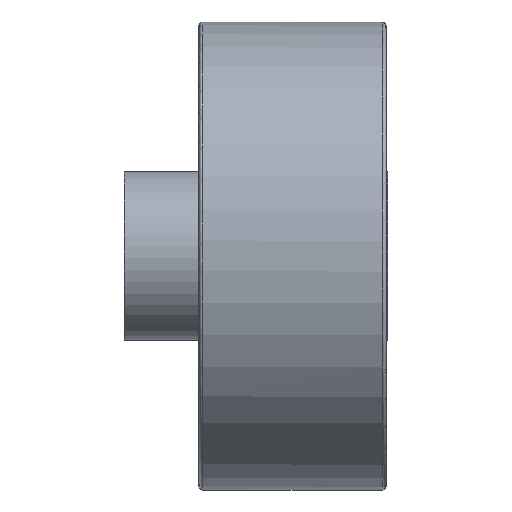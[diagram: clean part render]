
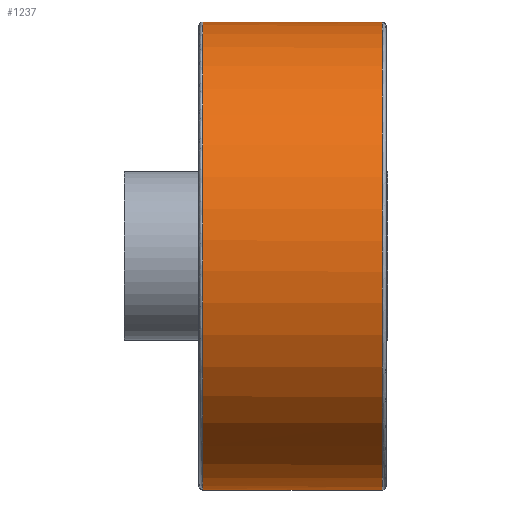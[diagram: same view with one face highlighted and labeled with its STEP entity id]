
A CAD part, left-side view. The second image highlights one B-rep face of the part: STEP entity #1237.
In plain terms, the highlighted free-form (B-spline) face has degree [2, 1] with [5, 2] control points.
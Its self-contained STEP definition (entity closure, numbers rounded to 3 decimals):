
#274 = VERTEX_POINT('',#275);
#275 = CARTESIAN_POINT('',(0.,0.576,-35.975));
#282 = VERTEX_POINT('',#283);
#283 = CARTESIAN_POINT('',(0.,0.576,
    35.975));
#317 = VERTEX_POINT('',#318);
#318 = CARTESIAN_POINT('',(0.,28.205,-35.975));
#319 = VERTEX_POINT('',#320);
#320 = CARTESIAN_POINT('',(0.,28.205,
    35.975));
#1216 = EDGE_CURVE('',#319,#282,#1217,.T.);
#1217 = B_SPLINE_CURVE_WITH_KNOTS('',1,(#1218,#1219),.UNSPECIFIED.,.F.,
  .F.,(2,2),(0.508,24.892),.PIECEWISE_BEZIER_KNOTS.);
#1218 = CARTESIAN_POINT('',(0.,28.205,
    35.975));
#1219 = CARTESIAN_POINT('',(0.,0.576,
    35.975));
#1222 = EDGE_CURVE('',#317,#274,#1223,.T.);
#1223 = B_SPLINE_CURVE_WITH_KNOTS('',1,(#1224,#1225),.UNSPECIFIED.,.F.,
  .F.,(2,2),(0.508,24.892),.PIECEWISE_BEZIER_KNOTS.);
#1224 = CARTESIAN_POINT('',(0.,28.205,-35.975));
#1225 = CARTESIAN_POINT('',(0.,0.576,-35.975));
#1237 = ADVANCED_FACE('',(#1238),#1258,.T.);
#1238 = FACE_BOUND('',#1239,.T.);
#1239 = EDGE_LOOP('',(#1240,#1241,#1249,#1250));
#1240 = ORIENTED_EDGE('',*,*,#1216,.F.);
#1241 = ORIENTED_EDGE('',*,*,#1242,.T.);
#1242 = EDGE_CURVE('',#319,#317,#1243,.T.);
#1243 = ( BOUNDED_CURVE() B_SPLINE_CURVE(2,(#1244,#1245,#1246,#1247,
#1248),.UNSPECIFIED.,.F.,.F.) B_SPLINE_CURVE_WITH_KNOTS((3,2,3),(0.,
1.571,3.142),.PIECEWISE_BEZIER_KNOTS.) CURVE() 
GEOMETRIC_REPRESENTATION_ITEM() RATIONAL_B_SPLINE_CURVE((1.,
0.707,1.,0.707,1.)) REPRESENTATION_ITEM('') );
#1244 = CARTESIAN_POINT('',(0.,28.205,35.975));
#1245 = CARTESIAN_POINT('',(-35.975,28.205,
    35.975));
#1246 = CARTESIAN_POINT('',(-35.975,28.205,
    0.));
#1247 = CARTESIAN_POINT('',(-35.975,28.205,
    -35.975));
#1248 = CARTESIAN_POINT('',(0.,28.205,
    -35.975));
#1249 = ORIENTED_EDGE('',*,*,#1222,.T.);
#1250 = ORIENTED_EDGE('',*,*,#1251,.T.);
#1251 = EDGE_CURVE('',#274,#282,#1252,.T.);
#1252 = ( BOUNDED_CURVE() B_SPLINE_CURVE(2,(#1253,#1254,#1255,#1256,
#1257),.UNSPECIFIED.,.F.,.F.) B_SPLINE_CURVE_WITH_KNOTS((3,2,3),(
    3.142,4.712,6.283),
.PIECEWISE_BEZIER_KNOTS.) CURVE() GEOMETRIC_REPRESENTATION_ITEM() 
RATIONAL_B_SPLINE_CURVE((1.,0.707,1.,0.707,1.)) 
REPRESENTATION_ITEM('') );
#1253 = CARTESIAN_POINT('',(0.,0.576,
    -35.975));
#1254 = CARTESIAN_POINT('',(-35.975,0.576,
    -35.975));
#1255 = CARTESIAN_POINT('',(-35.975,0.576,
    0.));
#1256 = CARTESIAN_POINT('',(-35.975,0.576,
    35.975));
#1257 = CARTESIAN_POINT('',(0.,0.576,
    35.975));
#1258 = ( BOUNDED_SURFACE() B_SPLINE_SURFACE(2,1,(
    (#1259,#1260)
    ,(#1261,#1262)
    ,(#1263,#1264)
    ,(#1265,#1266)
    ,(#1267,#1268
)),.UNSPECIFIED.,.F.,.F.,.F.) B_SPLINE_SURFACE_WITH_KNOTS((3,2,3),(2,2),
  (3.142,4.712,6.283),(0.508,24.892),
.PIECEWISE_BEZIER_KNOTS.) GEOMETRIC_REPRESENTATION_ITEM() 
RATIONAL_B_SPLINE_SURFACE((
    (1.,1.)
    ,(0.707,0.707)
    ,(1.,1.)
    ,(0.707,0.707)
,(1.,1.))) REPRESENTATION_ITEM('') SURFACE() );
#1259 = CARTESIAN_POINT('',(0.,28.205,
    35.975));
#1260 = CARTESIAN_POINT('',(0.,0.576,
    35.975));
#1261 = CARTESIAN_POINT('',(-35.975,28.205,
    35.975));
#1262 = CARTESIAN_POINT('',(-35.975,0.576,
    35.975));
#1263 = CARTESIAN_POINT('',(-35.975,28.205,
    0.));
#1264 = CARTESIAN_POINT('',(-35.975,0.576,
    0.));
#1265 = CARTESIAN_POINT('',(-35.975,28.205,
    -35.975));
#1266 = CARTESIAN_POINT('',(-35.975,0.576,
    -35.975));
#1267 = CARTESIAN_POINT('',(0.,28.205,
    -35.975));
#1268 = CARTESIAN_POINT('',(0.,0.576,
    -35.975));
